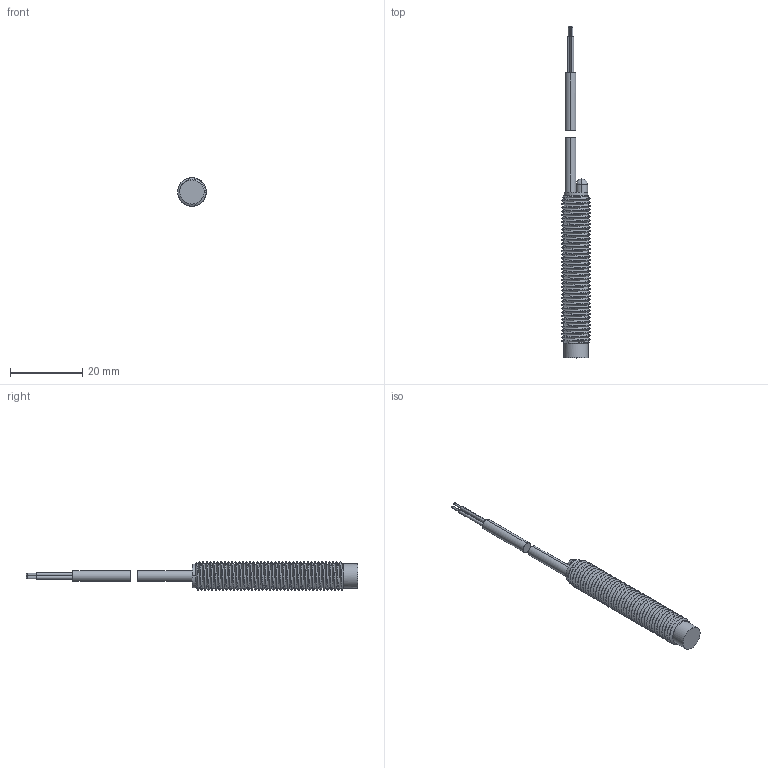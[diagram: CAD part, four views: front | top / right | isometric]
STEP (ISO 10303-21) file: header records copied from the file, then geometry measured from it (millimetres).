
FILE_DESCRIPTION( ('This file contains a STEP AP42 implementation' ,'as created by ZW3D STEP Interface translator.') ,'2;1' );
FILE_NAME( 'FCS2-0802X-X2UX.stp' ,'20 6 5.165618', (''), ('ZWCAD Software Co.'), 'Version 1.0', 'ZW3D to STEP translator', '' );
FILE_SCHEMA(('AUTOMOTIVE_DESIGN'));
Length unit declared in the file: millimetre
Products named in the file (2): 0; FCS2-0802X-X2UX
Bounding box: 7.9 x 92.03 x 7.9 mm (x, y, z)
Volume: 130.7 mm3; surface area: 2460.8 mm2
Topology: 1 solids, 3 shells, 140 faces, 381 edges, 246 vertices
Faces by surface type: bspline 140
Entity records: 12701 total; most frequent: CARTESIAN_POINT 10365, ORIENTED_EDGE 748, EDGE_CURVE 377, B_SPLINE_CURVE_WITH_KNOTS 321, VERTEX_POINT 246, EDGE_LOOP 145, FACE_OUTER_BOUND 140, ADVANCED_FACE 140
